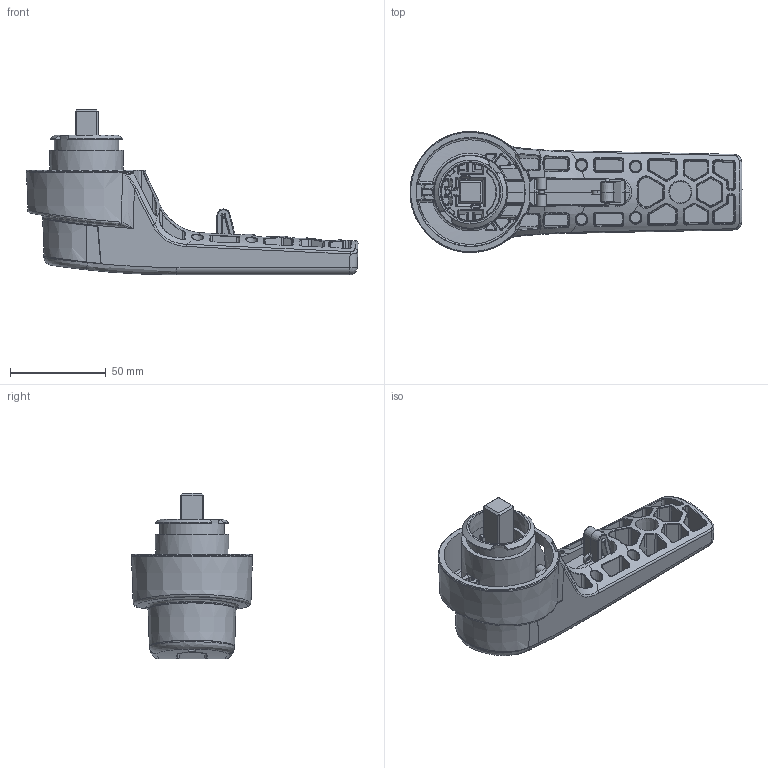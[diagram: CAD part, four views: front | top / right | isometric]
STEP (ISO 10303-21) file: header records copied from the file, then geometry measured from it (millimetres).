
FILE_DESCRIPTION(/* description */ (''),/* implementation_level */ '2;1');
FILE_NAME(/* name */ 'FILE_STP_CAD_DRAWING_3d_GLX63D____prt.stp',/* time_stamp */ '2023-04-21T16:11:50+02:00',/* author */ (''),/* organization */ (''),/* preprocessor_version */ 'ST-DEVELOPER v16.7',/* originating_system */ 'SIEMENS PLM Software NX 12.0',/* authorisation */ '');
FILE_SCHEMA (('AUTOMOTIVE_DESIGN { 1 0 10303 214 3 1 1 1 }'));
Length unit declared in the file: millimetre
Products named in the file (1): 3d_GLX63D___
Bounding box: 173.72 x 63.3 x 86.65 mm (x, y, z)
Surface area: 64976.8 mm2 (no closed solid volume)
Topology: 0 solids, 4 shells, 1117 faces, 3130 edges, 1908 vertices
Faces by surface type: bspline 482, cylinder 298, plane 221, cone 47, torus 37, sphere 29, extrusion 3
Full cylindrical faces by diameter (mm): 2 x1, 2.7 x1, 4.995 x2, 33.75 x1
Entity records: 48749 total; most frequent: CARTESIAN_POINT 24138, ORIENTED_EDGE 5405, DIRECTION 4452, EDGE_CURVE 3025, VERTEX_POINT 1878, AXIS2_PLACEMENT_3D 1812, EDGE_LOOP 1174, ADVANCED_FACE 1117
